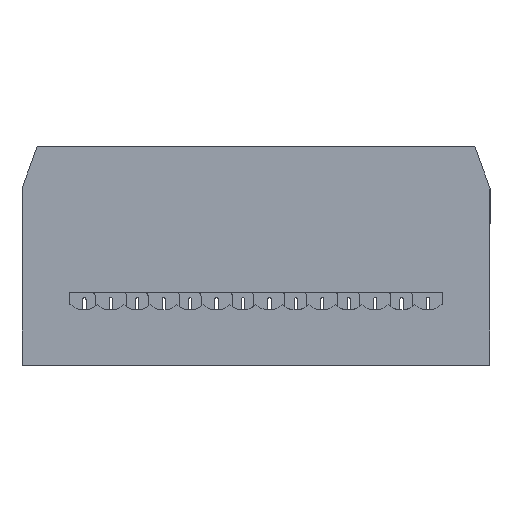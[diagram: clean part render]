
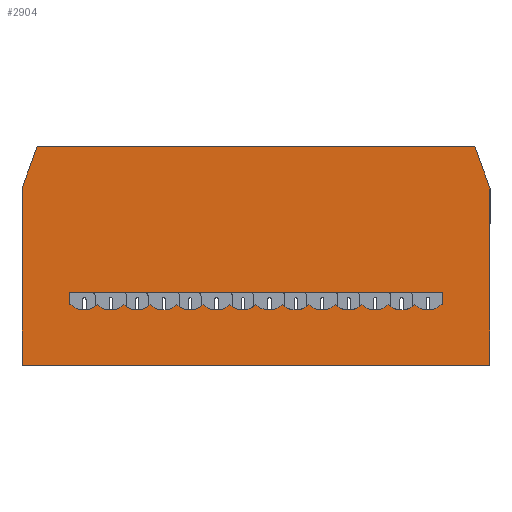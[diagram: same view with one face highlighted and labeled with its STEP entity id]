
A CAD part, top view. The second image highlights one B-rep face of the part: STEP entity #2904.
In plain terms, the highlighted planar face has unit normal (0, 0, 1).
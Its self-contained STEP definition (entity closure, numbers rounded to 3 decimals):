
#653=CARTESIAN_POINT('',(-12.775,-0.5,3.5));
#654=VERTEX_POINT('',#653);
#661=CARTESIAN_POINT('',(-12.775,-1.1,3.5));
#662=VERTEX_POINT('',#661);
#663=CARTESIAN_POINT('',(-12.775,-0.5,3.5));
#664=DIRECTION('',(0.,-1.,0.));
#665=VECTOR('',#664,0.6);
#666=LINE('',#663,#665);
#667=EDGE_CURVE('',#654,#662,#666,.T.);
#788=CARTESIAN_POINT('',(-6.35,-1.1,3.5));
#789=VERTEX_POINT('',#788);
#790=CARTESIAN_POINT('',(-5.08,-1.1,3.5));
#791=VERTEX_POINT('',#790);
#792=CARTESIAN_POINT('',(-5.715,-0.419,3.5));
#793=DIRECTION('',(-0.682,-0.732,0.));
#794=DIRECTION('',(-0.,0.,1.));
#795=AXIS2_PLACEMENT_3D('',#792,#794,#793);
#796=CIRCLE('',#795,0.931);
#797=EDGE_CURVE('',#789,#791,#796,.T.);
#1009=CARTESIAN_POINT('',(-7.62,-1.1,3.5));
#1010=VERTEX_POINT('',#1009);
#1017=CARTESIAN_POINT('',(-6.985,-0.419,3.5));
#1018=DIRECTION('',(-0.682,-0.732,0.));
#1019=DIRECTION('',(0.,-0.,1.));
#1020=AXIS2_PLACEMENT_3D('',#1017,#1019,#1018);
#1021=CIRCLE('',#1020,0.931);
#1022=EDGE_CURVE('',#1010,#789,#1021,.T.);
#1065=CARTESIAN_POINT('',(-8.89,-1.1,3.5));
#1066=VERTEX_POINT('',#1065);
#1067=CARTESIAN_POINT('',(-8.255,-0.419,3.5));
#1068=DIRECTION('',(-0.682,-0.732,0.));
#1069=DIRECTION('',(0.,0.,1.));
#1070=AXIS2_PLACEMENT_3D('',#1067,#1069,#1068);
#1071=CIRCLE('',#1070,0.931);
#1072=EDGE_CURVE('',#1066,#1010,#1071,.T.);
#1259=CARTESIAN_POINT('',(-10.16,-1.1,3.5));
#1260=VERTEX_POINT('',#1259);
#1267=CARTESIAN_POINT('',(-9.525,-0.419,3.5));
#1268=DIRECTION('',(-0.682,-0.732,0.));
#1269=DIRECTION('',(0.,0.,1.));
#1270=AXIS2_PLACEMENT_3D('',#1267,#1269,#1268);
#1271=CIRCLE('',#1270,0.931);
#1272=EDGE_CURVE('',#1260,#1066,#1271,.T.);
#1325=CARTESIAN_POINT('',(-11.43,-1.1,3.5));
#1326=VERTEX_POINT('',#1325);
#1333=CARTESIAN_POINT('',(-10.795,-0.419,3.5));
#1334=DIRECTION('',(-0.682,-0.732,0.));
#1335=DIRECTION('',(0.,-0.,1.));
#1336=AXIS2_PLACEMENT_3D('',#1333,#1335,#1334);
#1337=CIRCLE('',#1336,0.931);
#1338=EDGE_CURVE('',#1326,#1260,#1337,.T.);
#1475=CARTESIAN_POINT('',(-12.7,-1.1,3.5));
#1476=VERTEX_POINT('',#1475);
#1483=CARTESIAN_POINT('',(-12.065,-0.419,3.5));
#1484=DIRECTION('',(-0.682,-0.732,0.));
#1485=DIRECTION('',(0.,0.,1.));
#1486=AXIS2_PLACEMENT_3D('',#1483,#1485,#1484);
#1487=CIRCLE('',#1486,0.931);
#1488=EDGE_CURVE('',#1476,#1326,#1487,.T.);
#1539=CARTESIAN_POINT('',(-12.775,-1.1,3.5));
#1540=DIRECTION('',(1.,0.,0.));
#1541=VECTOR('',#1540,0.075);
#1542=LINE('',#1539,#1541);
#1543=EDGE_CURVE('',#662,#1476,#1542,.T.);
#2458=CARTESIAN_POINT('',(-3.831,-1.08,3.5));
#2459=VERTEX_POINT('',#2458);
#2501=CARTESIAN_POINT('',(-4.199,-1.317,3.5));
#2502=VERTEX_POINT('',#2501);
#2509=CARTESIAN_POINT('',(-4.465,-0.5,3.5));
#2510=DIRECTION('',(0.31,-0.951,0.));
#2511=DIRECTION('',(0.,0.,1.));
#2512=AXIS2_PLACEMENT_3D('',#2509,#2511,#2510);
#2513=CIRCLE('',#2512,0.859);
#2514=EDGE_CURVE('',#2502,#2459,#2513,.T.);
#2587=CARTESIAN_POINT('',(-2.54,-1.1,3.5));
#2588=VERTEX_POINT('',#2587);
#2589=CARTESIAN_POINT('',(-3.175,-0.419,3.5));
#2590=DIRECTION('',(-0.704,-0.71,0.));
#2591=DIRECTION('',(-0.,0.,1.));
#2592=AXIS2_PLACEMENT_3D('',#2589,#2591,#2590);
#2593=CIRCLE('',#2592,0.931);
#2594=EDGE_CURVE('',#2459,#2588,#2593,.T.);
#2754=CARTESIAN_POINT('',(-3.81,1.25,3.5));
#2755=DIRECTION('',(0.,-1.,0.));
#2756=DIRECTION('',(-0.,0.,1.));
#2757=AXIS2_PLACEMENT_3D('',#2754,#2756,#2755);
#2758=PLANE('',#2757);
#2759=CARTESIAN_POINT('',(7.43,4.5,3.5));
#2760=VERTEX_POINT('',#2759);
#2761=CARTESIAN_POINT('',(7.43,-4.,3.5));
#2762=VERTEX_POINT('',#2761);
#2763=CARTESIAN_POINT('',(7.43,4.5,3.5));
#2764=DIRECTION('',(0.,-1.,0.));
#2765=VECTOR('',#2764,8.5);
#2766=LINE('',#2763,#2765);
#2767=EDGE_CURVE('',#2760,#2762,#2766,.T.);
#2768=ORIENTED_EDGE('',*,*,#2767,.F.);
#2769=CARTESIAN_POINT('',(6.7,6.5,3.5));
#2770=VERTEX_POINT('',#2769);
#2771=CARTESIAN_POINT('',(7.43,4.5,3.5));
#2772=DIRECTION('',(-0.343,0.939,0.));
#2773=VECTOR('',#2772,2.129);
#2774=LINE('',#2771,#2773);
#2775=EDGE_CURVE('',#2760,#2770,#2774,.T.);
#2776=ORIENTED_EDGE('',*,*,#2775,.T.);
#2777=CARTESIAN_POINT('',(-14.32,6.5,3.5));
#2778=VERTEX_POINT('',#2777);
#2779=CARTESIAN_POINT('',(-14.32,6.5,3.5));
#2780=DIRECTION('',(1.,0.,0.));
#2781=VECTOR('',#2780,21.02);
#2782=LINE('',#2779,#2781);
#2783=EDGE_CURVE('',#2778,#2770,#2782,.T.);
#2784=ORIENTED_EDGE('',*,*,#2783,.F.);
#2785=CARTESIAN_POINT('',(-15.05,4.5,3.5));
#2786=VERTEX_POINT('',#2785);
#2787=CARTESIAN_POINT('',(-14.32,6.5,3.5));
#2788=DIRECTION('',(-0.343,-0.939,0.));
#2789=VECTOR('',#2788,2.129);
#2790=LINE('',#2787,#2789);
#2791=EDGE_CURVE('',#2778,#2786,#2790,.T.);
#2792=ORIENTED_EDGE('',*,*,#2791,.T.);
#2793=CARTESIAN_POINT('',(-15.05,-4.,3.5));
#2794=VERTEX_POINT('',#2793);
#2795=CARTESIAN_POINT('',(-15.05,4.5,3.5));
#2796=DIRECTION('',(0.,-1.,0.));
#2797=VECTOR('',#2796,8.5);
#2798=LINE('',#2795,#2797);
#2799=EDGE_CURVE('',#2786,#2794,#2798,.T.);
#2800=ORIENTED_EDGE('',*,*,#2799,.T.);
#2801=CARTESIAN_POINT('',(-15.05,-4.,3.5));
#2802=DIRECTION('',(1.,0.,0.));
#2803=VECTOR('',#2802,22.48);
#2804=LINE('',#2801,#2803);
#2805=EDGE_CURVE('',#2794,#2762,#2804,.T.);
#2806=ORIENTED_EDGE('',*,*,#2805,.T.);
#2807=EDGE_LOOP('',(#2768,#2776,#2784,#2792,#2800,#2806));
#2808=FACE_OUTER_BOUND('',#2807,.T.);
#2809=CARTESIAN_POINT('',(5.155,-0.5,3.5));
#2810=VERTEX_POINT('',#2809);
#2811=CARTESIAN_POINT('',(5.155,-1.1,3.5));
#2812=VERTEX_POINT('',#2811);
#2813=CARTESIAN_POINT('',(5.155,-0.5,3.5));
#2814=DIRECTION('',(0.,-1.,0.));
#2815=VECTOR('',#2814,0.6);
#2816=LINE('',#2813,#2815);
#2817=EDGE_CURVE('',#2810,#2812,#2816,.T.);
#2818=ORIENTED_EDGE('',*,*,#2817,.T.);
#2819=CARTESIAN_POINT('',(5.08,-1.1,3.5));
#2820=VERTEX_POINT('',#2819);
#2821=CARTESIAN_POINT('',(5.155,-1.1,3.5));
#2822=DIRECTION('',(-1.,0.,0.));
#2823=VECTOR('',#2822,0.075);
#2824=LINE('',#2821,#2823);
#2825=EDGE_CURVE('',#2812,#2820,#2824,.T.);
#2826=ORIENTED_EDGE('',*,*,#2825,.T.);
#2827=CARTESIAN_POINT('',(3.81,-1.1,3.5));
#2828=VERTEX_POINT('',#2827);
#2829=CARTESIAN_POINT('',(4.445,-0.419,3.5));
#2830=DIRECTION('',(0.682,-0.732,0.));
#2831=DIRECTION('',(0.,0.,-1.));
#2832=AXIS2_PLACEMENT_3D('',#2829,#2831,#2830);
#2833=CIRCLE('',#2832,0.931);
#2834=EDGE_CURVE('',#2820,#2828,#2833,.T.);
#2835=ORIENTED_EDGE('',*,*,#2834,.T.);
#2836=CARTESIAN_POINT('',(2.54,-1.1,3.5));
#2837=VERTEX_POINT('',#2836);
#2838=CARTESIAN_POINT('',(3.175,-0.419,3.5));
#2839=DIRECTION('',(0.682,-0.732,0.));
#2840=DIRECTION('',(0.,0.,-1.));
#2841=AXIS2_PLACEMENT_3D('',#2838,#2840,#2839);
#2842=CIRCLE('',#2841,0.931);
#2843=EDGE_CURVE('',#2828,#2837,#2842,.T.);
#2844=ORIENTED_EDGE('',*,*,#2843,.T.);
#2845=CARTESIAN_POINT('',(1.27,-1.1,3.5));
#2846=VERTEX_POINT('',#2845);
#2847=CARTESIAN_POINT('',(1.905,-0.419,3.5));
#2848=DIRECTION('',(0.682,-0.732,0.));
#2849=DIRECTION('',(0.,0.,-1.));
#2850=AXIS2_PLACEMENT_3D('',#2847,#2849,#2848);
#2851=CIRCLE('',#2850,0.931);
#2852=EDGE_CURVE('',#2837,#2846,#2851,.T.);
#2853=ORIENTED_EDGE('',*,*,#2852,.T.);
#2854=CARTESIAN_POINT('',(0.,-1.1,3.5));
#2855=VERTEX_POINT('',#2854);
#2856=CARTESIAN_POINT('',(0.635,-0.419,3.5));
#2857=DIRECTION('',(0.682,-0.732,0.));
#2858=DIRECTION('',(0.,0.,-1.));
#2859=AXIS2_PLACEMENT_3D('',#2856,#2858,#2857);
#2860=CIRCLE('',#2859,0.931);
#2861=EDGE_CURVE('',#2846,#2855,#2860,.T.);
#2862=ORIENTED_EDGE('',*,*,#2861,.T.);
#2863=CARTESIAN_POINT('',(-1.27,-1.1,3.5));
#2864=VERTEX_POINT('',#2863);
#2865=CARTESIAN_POINT('',(-0.635,-0.419,3.5));
#2866=DIRECTION('',(0.682,-0.732,0.));
#2867=DIRECTION('',(0.,0.,-1.));
#2868=AXIS2_PLACEMENT_3D('',#2865,#2867,#2866);
#2869=CIRCLE('',#2868,0.931);
#2870=EDGE_CURVE('',#2855,#2864,#2869,.T.);
#2871=ORIENTED_EDGE('',*,*,#2870,.T.);
#2872=CARTESIAN_POINT('',(-1.905,-0.419,3.5));
#2873=DIRECTION('',(0.682,-0.732,0.));
#2874=DIRECTION('',(0.,0.,-1.));
#2875=AXIS2_PLACEMENT_3D('',#2872,#2874,#2873);
#2876=CIRCLE('',#2875,0.931);
#2877=EDGE_CURVE('',#2864,#2588,#2876,.T.);
#2878=ORIENTED_EDGE('',*,*,#2877,.T.);
#2879=ORIENTED_EDGE('',*,*,#2594,.F.);
#2880=ORIENTED_EDGE('',*,*,#2514,.F.);
#2881=CARTESIAN_POINT('',(-4.445,-0.419,3.5));
#2882=DIRECTION('',(0.264,-0.965,0.));
#2883=DIRECTION('',(0.,0.,-1.));
#2884=AXIS2_PLACEMENT_3D('',#2881,#2883,#2882);
#2885=CIRCLE('',#2884,0.931);
#2886=EDGE_CURVE('',#2502,#791,#2885,.T.);
#2887=ORIENTED_EDGE('',*,*,#2886,.T.);
#2888=ORIENTED_EDGE('',*,*,#797,.F.);
#2889=ORIENTED_EDGE('',*,*,#1022,.F.);
#2890=ORIENTED_EDGE('',*,*,#1072,.F.);
#2891=ORIENTED_EDGE('',*,*,#1272,.F.);
#2892=ORIENTED_EDGE('',*,*,#1338,.F.);
#2893=ORIENTED_EDGE('',*,*,#1488,.F.);
#2894=ORIENTED_EDGE('',*,*,#1543,.F.);
#2895=ORIENTED_EDGE('',*,*,#667,.F.);
#2896=CARTESIAN_POINT('',(5.155,-0.5,3.5));
#2897=DIRECTION('',(-1.,0.,0.));
#2898=VECTOR('',#2897,17.93);
#2899=LINE('',#2896,#2898);
#2900=EDGE_CURVE('',#2810,#654,#2899,.T.);
#2901=ORIENTED_EDGE('',*,*,#2900,.F.);
#2902=EDGE_LOOP('',(#2818,#2826,#2835,#2844,#2853,#2862,#2871,#2878,#2879,#2880,#2887,#2888,#2889,#2890,#2891,#2892,#2893,#2894,#2895,#2901));
#2903=FACE_BOUND('',#2902,.T.);
#2904=ADVANCED_FACE('',(#2808,#2903),#2758,.T.);
